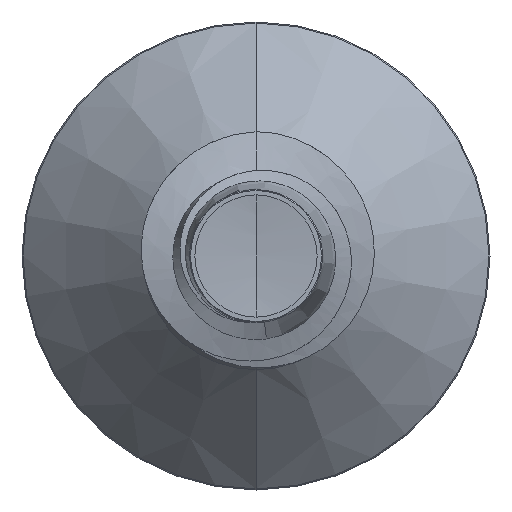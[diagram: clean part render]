
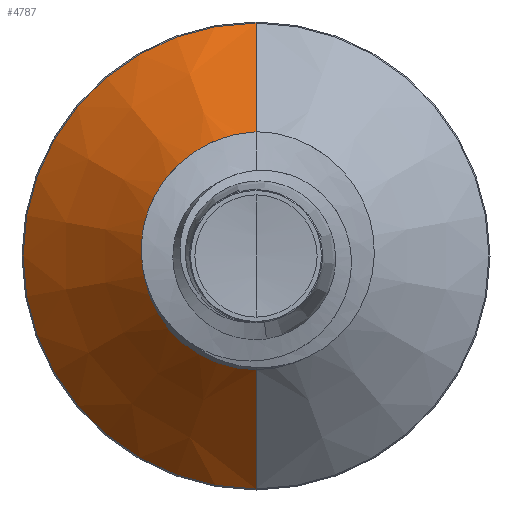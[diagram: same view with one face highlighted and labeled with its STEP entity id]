
A CAD part, front view. The second image highlights one B-rep face of the part: STEP entity #4787.
In plain terms, the highlighted conical face has half-angle 45 degrees and reference radius 2.744 mm.
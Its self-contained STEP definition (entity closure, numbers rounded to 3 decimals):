
#118 = EDGE_LOOP ( 'NONE', ( #5029, #7841, #3305, #5242 ) ) ;
#142 = EDGE_CURVE ( 'NONE', #3509, #629, #3853, .T. ) ;
#288 = EDGE_CURVE ( 'NONE', #8050, #1679, #5101, .T. ) ;
#629 = VERTEX_POINT ( 'NONE', #2719 ) ;
#679 = DIRECTION ( 'NONE',  ( 0., 0.707, -0.707 ) ) ;
#682 = CARTESIAN_POINT ( 'NONE',  ( 0., 2.245, -2.745 ) ) ;
#744 = AXIS2_PLACEMENT_3D ( 'NONE', #5827, #6769, #7290 ) ;
#899 = AXIS2_PLACEMENT_3D ( 'NONE', #5024, #5028, #3057 ) ;
#1377 = FACE_OUTER_BOUND ( 'NONE', #118, .T. ) ;
#1490 = LINE ( 'NONE', #4316, #6780 ) ;
#1679 = VERTEX_POINT ( 'NONE', #7005 ) ;
#2719 = CARTESIAN_POINT ( 'NONE',  ( 0., 5.124, 5.624 ) ) ;
#2821 = LINE ( 'NONE', #682, #7593 ) ;
#3057 = DIRECTION ( 'NONE',  ( 0., 0., 1. ) ) ;
#3305 = ORIENTED_EDGE ( 'NONE', *, *, #7906, .T. ) ;
#3509 = VERTEX_POINT ( 'NONE', #4296 ) ;
#3853 = CIRCLE ( 'NONE', #899, 5.624 ) ;
#4212 = DIRECTION ( 'NONE',  ( 0., 0.707, 0.707 ) ) ;
#4296 = CARTESIAN_POINT ( 'NONE',  ( 0., 5.124, -5.624 ) ) ;
#4316 = CARTESIAN_POINT ( 'NONE',  ( 0., 2.245, 2.745 ) ) ;
#4787 = ADVANCED_FACE ( 'NONE', ( #1377 ), #5107, .T. ) ;
#5024 = CARTESIAN_POINT ( 'NONE',  ( 0., 5.124, 0. ) ) ;
#5028 = DIRECTION ( 'NONE',  ( 0., 1., 0. ) ) ;
#5029 = ORIENTED_EDGE ( 'NONE', *, *, #7080, .F. ) ;
#5101 = CIRCLE ( 'NONE', #744, 2.745 ) ;
#5107 = CONICAL_SURFACE ( 'NONE', #7978, 2.745, 0.785 ) ;
#5242 = ORIENTED_EDGE ( 'NONE', *, *, #142, .F. ) ;
#5827 = CARTESIAN_POINT ( 'NONE',  ( 0., 2.245, 0. ) ) ;
#6151 = CARTESIAN_POINT ( 'NONE',  ( 0., 2.245, -2.745 ) ) ;
#6769 = DIRECTION ( 'NONE',  ( 0., 1., 0. ) ) ;
#6780 = VECTOR ( 'NONE', #4212, 1000. ) ;
#6872 = CARTESIAN_POINT ( 'NONE',  ( 0., 2.245, 0. ) ) ;
#6899 = DIRECTION ( 'NONE',  ( 0., 1., 0. ) ) ;
#7005 = CARTESIAN_POINT ( 'NONE',  ( 0., 2.245, 2.745 ) ) ;
#7080 = EDGE_CURVE ( 'NONE', #8050, #3509, #2821, .T. ) ;
#7133 = DIRECTION ( 'NONE',  ( 0., 0., 1. ) ) ;
#7290 = DIRECTION ( 'NONE',  ( 0., 0., 1. ) ) ;
#7593 = VECTOR ( 'NONE', #679, 1000. ) ;
#7841 = ORIENTED_EDGE ( 'NONE', *, *, #288, .T. ) ;
#7906 = EDGE_CURVE ( 'NONE', #1679, #629, #1490, .T. ) ;
#7978 = AXIS2_PLACEMENT_3D ( 'NONE', #6872, #6899, #7133 ) ;
#8050 = VERTEX_POINT ( 'NONE', #6151 ) ;
